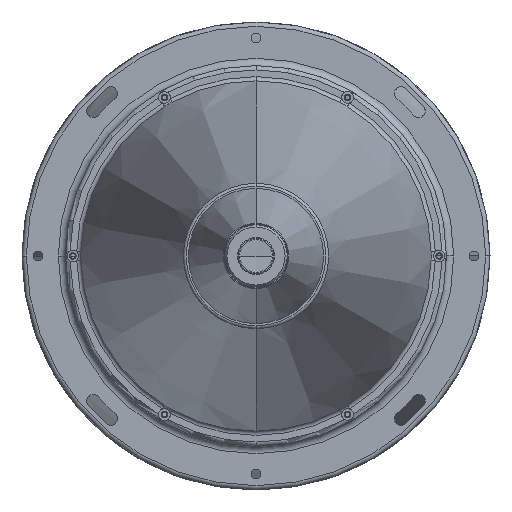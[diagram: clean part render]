
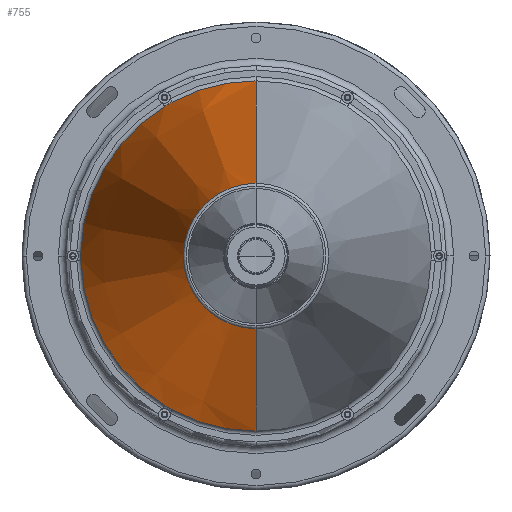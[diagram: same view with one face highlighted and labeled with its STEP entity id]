
A CAD part, left-side view. The second image highlights one B-rep face of the part: STEP entity #755.
In plain terms, the highlighted conical face has half-angle 12.513 degrees and reference radius 121 mm.
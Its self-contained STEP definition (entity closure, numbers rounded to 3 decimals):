
#59 = AXIS2_PLACEMENT_3D ( 'NONE', #1331, #8366, #2352 ) ;
#96 = DIRECTION ( 'NONE',  ( 0., 0., -1. ) ) ;
#106 = EDGE_CURVE ( 'NONE', #3807, #10493, #6862, .T. ) ;
#132 = CARTESIAN_POINT ( 'NONE',  ( 222.184, 0., -50. ) ) ;
#755 = ADVANCED_FACE ( 'NONE', ( #3418 ), #5980, .T. ) ;
#813 = CARTESIAN_POINT ( 'NONE',  ( 540.116, 60.68, 104.179 ) ) ;
#939 = ORIENTED_EDGE ( 'NONE', *, *, #5690, .T. ) ;
#956 = CARTESIAN_POINT ( 'NONE',  ( 539.977, 59.222, -104.979 ) ) ;
#1164 = CARTESIAN_POINT ( 'NONE',  ( 539.74, 0., 0. ) ) ;
#1331 = CARTESIAN_POINT ( 'NONE',  ( 539.74, 0., 0. ) ) ;
#1533 = EDGE_CURVE ( 'NONE', #2263, #2672, #12552, .T. ) ;
#1793 = CARTESIAN_POINT ( 'NONE',  ( 539.74, 57.673, 105.778 ) ) ;
#1839 = CARTESIAN_POINT ( 'NONE',  ( 539.977, 61.304, 103.777 ) ) ;
#1945 = EDGE_CURVE ( 'NONE', #2263, #9080, #5524, .T. ) ;
#1961 = B_SPLINE_CURVE_WITH_KNOTS ( 'NONE', 3,
 ( #12907, #3955, #10961, #4966, #11971, #5972, #12978, #6969, #956, #7970, #1993, #9001 ),
 .UNSPECIFIED., .F., .F.,
 ( 4, 2, 2, 2, 2, 4 ),
 ( 0., 0.001, 0.003, 0.004, 0.004, 0.006 ),
 .UNSPECIFIED. ) ;
#1993 = CARTESIAN_POINT ( 'NONE',  ( 539.74, 58.119, -105.534 ) ) ;
#2119 = CARTESIAN_POINT ( 'NONE',  ( 539.74, 57.673, -105.778 ) ) ;
#2189 = DIRECTION ( 'NONE',  ( 0., 0., -1. ) ) ;
#2238 = CIRCLE ( 'NONE', #5614, 120.478 ) ;
#2263 = VERTEX_POINT ( 'NONE', #132 ) ;
#2352 = DIRECTION ( 'NONE',  ( 0., 0., -1. ) ) ;
#2452 = CARTESIAN_POINT ( 'NONE',  ( 540.018, 120.537, 1.004 ) ) ;
#2672 = VERTEX_POINT ( 'NONE', #8132 ) ;
#2696 = ORIENTED_EDGE ( 'NONE', *, *, #3564, .T. ) ;
#2770 = CARTESIAN_POINT ( 'NONE',  ( 539.74, 62.77, 102.835 ) ) ;
#2853 = CARTESIAN_POINT ( 'NONE',  ( 539.74, 62.336, 103.1 ) ) ;
#2867 = VECTOR ( 'NONE', #5503, 1000. ) ;
#2943 = EDGE_CURVE ( 'NONE', #5790, #10023, #1961, .T. ) ;
#3106 = EDGE_CURVE ( 'NONE', #10023, #9080, #8189, .T. ) ;
#3418 = FACE_OUTER_BOUND ( 'NONE', #8323, .T. ) ;
#3438 = EDGE_CURVE ( 'NONE', #11438, #5790, #2238, .T. ) ;
#3467 = CARTESIAN_POINT ( 'NONE',  ( 540.141, 120.568, -0.212 ) ) ;
#3564 = EDGE_CURVE ( 'NONE', #7100, #11438, #3716, .T. ) ;
#3601 = ORIENTED_EDGE ( 'NONE', *, *, #1533, .T. ) ;
#3716 = B_SPLINE_CURVE_WITH_KNOTS ( 'NONE', 3,
 ( #8462, #7444, #7399, #2452, #9492, #3467, #10467, #4473, #11473, #5460, #12487, #6478 ),
 .UNSPECIFIED., .F., .F.,
 ( 4, 2, 2, 2, 2, 4 ),
 ( 0., 0.001, 0.003, 0.004, 0.004, 0.006 ),
 .UNSPECIFIED. ) ;
#3807 = VERTEX_POINT ( 'NONE', #10027 ) ;
#3955 = CARTESIAN_POINT ( 'NONE',  ( 539.74, 62.348, -103.092 ) ) ;
#4119 = VECTOR ( 'NONE', #12509, 1000. ) ;
#4460 = CARTESIAN_POINT ( 'NONE',  ( 539.74, 0., 0. ) ) ;
#4473 = CARTESIAN_POINT ( 'NONE',  ( 540.033, 120.54, -0.956 ) ) ;
#4503 = CARTESIAN_POINT ( 'NONE',  ( 542.09, 0., -121. ) ) ;
#4958 = ORIENTED_EDGE ( 'NONE', *, *, #3438, .T. ) ;
#4966 = CARTESIAN_POINT ( 'NONE',  ( 540.018, 61.138, -103.886 ) ) ;
#5146 = CARTESIAN_POINT ( 'NONE',  ( 539.74, 0., -120.478 ) ) ;
#5364 = CARTESIAN_POINT ( 'NONE',  ( 222.184, 0., 0. ) ) ;
#5447 = DIRECTION ( 'NONE',  ( 0., 0., -1. ) ) ;
#5460 = CARTESIAN_POINT ( 'NONE',  ( 539.823, 120.482, -1.94 ) ) ;
#5488 = CARTESIAN_POINT ( 'NONE',  ( 542.09, 0., 121. ) ) ;
#5503 = DIRECTION ( 'NONE',  ( 0.976, 0., -0.217 ) ) ;
#5524 = LINE ( 'NONE', #4503, #2867 ) ;
#5614 = AXIS2_PLACEMENT_3D ( 'NONE', #1164, #8190, #2189 ) ;
#5690 = EDGE_CURVE ( 'NONE', #6027, #7100, #8589, .T. ) ;
#5757 = CARTESIAN_POINT ( 'NONE',  ( 542.09, 0., 0. ) ) ;
#5786 = CARTESIAN_POINT ( 'NONE',  ( 539.74, 58.106, 105.541 ) ) ;
#5790 = VERTEX_POINT ( 'NONE', #9351 ) ;
#5795 = DIRECTION ( 'NONE',  ( 0., 0., -1. ) ) ;
#5827 = CARTESIAN_POINT ( 'NONE',  ( 540.018, 59.399, 104.89 ) ) ;
#5972 = CARTESIAN_POINT ( 'NONE',  ( 540.141, 60.101, -104.52 ) ) ;
#5980 = CONICAL_SURFACE ( 'NONE', #6501, 121., 0.218 ) ;
#6027 = VERTEX_POINT ( 'NONE', #2770 ) ;
#6133 = DIRECTION ( 'NONE',  ( -1., 0., 0. ) ) ;
#6375 = DIRECTION ( 'NONE',  ( 0., 0., -1. ) ) ;
#6478 = CARTESIAN_POINT ( 'NONE',  ( 539.74, 120.442, -2.943 ) ) ;
#6501 = AXIS2_PLACEMENT_3D ( 'NONE', #5757, #7751, #5795 ) ;
#6696 = B_SPLINE_CURVE_WITH_KNOTS ( 'NONE', 3,
 ( #1793, #5786, #11820, #5827, #12838, #6824, #813, #7819, #1839, #8867, #2853, #9886 ),
 .UNSPECIFIED., .F., .F.,
 ( 4, 2, 2, 2, 2, 4 ),
 ( 0., 0.001, 0.003, 0.004, 0.004, 0.006 ),
 .UNSPECIFIED. ) ;
#6824 = CARTESIAN_POINT ( 'NONE',  ( 540.141, 60.467, 104.309 ) ) ;
#6834 = AXIS2_PLACEMENT_3D ( 'NONE', #5364, #12379, #6375 ) ;
#6862 = CIRCLE ( 'NONE', #59, 120.478 ) ;
#6969 = CARTESIAN_POINT ( 'NONE',  ( 540.033, 59.442, -104.869 ) ) ;
#7100 = VERTEX_POINT ( 'NONE', #9328 ) ;
#7399 = CARTESIAN_POINT ( 'NONE',  ( 539.819, 120.481, 1.966 ) ) ;
#7444 = CARTESIAN_POINT ( 'NONE',  ( 539.74, 120.455, 2.449 ) ) ;
#7751 = DIRECTION ( 'NONE',  ( 1., 0., 0. ) ) ;
#7819 = CARTESIAN_POINT ( 'NONE',  ( 540.033, 61.098, 103.912 ) ) ;
#7970 = CARTESIAN_POINT ( 'NONE',  ( 539.823, 58.561, -105.311 ) ) ;
#8132 = CARTESIAN_POINT ( 'NONE',  ( 222.184, 0., 50. ) ) ;
#8189 = CIRCLE ( 'NONE', #11719, 120.478 ) ;
#8190 = DIRECTION ( 'NONE',  ( -1., 0., 0. ) ) ;
#8323 = EDGE_LOOP ( 'NONE', ( #3601, #11443, #8440, #12719, #939, #2696, #4958, #10061, #11171, #8961 ) ) ;
#8366 = DIRECTION ( 'NONE',  ( -1., 0., 0. ) ) ;
#8432 = CARTESIAN_POINT ( 'NONE',  ( 539.74, 57.673, 105.778 ) ) ;
#8440 = ORIENTED_EDGE ( 'NONE', *, *, #106, .T. ) ;
#8462 = CARTESIAN_POINT ( 'NONE',  ( 539.74, 120.442, 2.943 ) ) ;
#8589 = CIRCLE ( 'NONE', #8609, 120.478 ) ;
#8609 = AXIS2_PLACEMENT_3D ( 'NONE', #12137, #6133, #96 ) ;
#8867 = CARTESIAN_POINT ( 'NONE',  ( 539.823, 61.921, 103.371 ) ) ;
#8879 = EDGE_CURVE ( 'NONE', #10493, #6027, #6696, .T. ) ;
#8961 = ORIENTED_EDGE ( 'NONE', *, *, #1945, .F. ) ;
#9001 = CARTESIAN_POINT ( 'NONE',  ( 539.74, 57.673, -105.778 ) ) ;
#9080 = VERTEX_POINT ( 'NONE', #5146 ) ;
#9328 = CARTESIAN_POINT ( 'NONE',  ( 539.74, 120.442, 2.943 ) ) ;
#9351 = CARTESIAN_POINT ( 'NONE',  ( 539.74, 62.77, -102.835 ) ) ;
#9492 = CARTESIAN_POINT ( 'NONE',  ( 540.134, 120.566, 0.525 ) ) ;
#9886 = CARTESIAN_POINT ( 'NONE',  ( 539.74, 62.77, 102.835 ) ) ;
#10023 = VERTEX_POINT ( 'NONE', #2119 ) ;
#10027 = CARTESIAN_POINT ( 'NONE',  ( 539.74, 0., 120.478 ) ) ;
#10061 = ORIENTED_EDGE ( 'NONE', *, *, #2943, .T. ) ;
#10467 = CARTESIAN_POINT ( 'NONE',  ( 540.116, 120.561, -0.461 ) ) ;
#10493 = VERTEX_POINT ( 'NONE', #8432 ) ;
#10961 = CARTESIAN_POINT ( 'NONE',  ( 539.819, 61.943, -103.357 ) ) ;
#11171 = ORIENTED_EDGE ( 'NONE', *, *, #3106, .T. ) ;
#11371 = EDGE_CURVE ( 'NONE', #2672, #3807, #11804, .T. ) ;
#11438 = VERTEX_POINT ( 'NONE', #12351 ) ;
#11443 = ORIENTED_EDGE ( 'NONE', *, *, #11371, .T. ) ;
#11461 = DIRECTION ( 'NONE',  ( -1., 0., 0. ) ) ;
#11473 = CARTESIAN_POINT ( 'NONE',  ( 539.977, 120.525, -1.202 ) ) ;
#11719 = AXIS2_PLACEMENT_3D ( 'NONE', #4460, #11461, #5447 ) ;
#11804 = LINE ( 'NONE', #5488, #4119 ) ;
#11820 = CARTESIAN_POINT ( 'NONE',  ( 539.819, 58.538, 105.322 ) ) ;
#11971 = CARTESIAN_POINT ( 'NONE',  ( 540.134, 60.737, -104.151 ) ) ;
#12137 = CARTESIAN_POINT ( 'NONE',  ( 539.74, 0., 0. ) ) ;
#12351 = CARTESIAN_POINT ( 'NONE',  ( 539.74, 120.442, -2.943 ) ) ;
#12379 = DIRECTION ( 'NONE',  ( 1., 0., 0. ) ) ;
#12487 = CARTESIAN_POINT ( 'NONE',  ( 539.74, 120.455, -2.435 ) ) ;
#12509 = DIRECTION ( 'NONE',  ( 0.976, 0., 0.217 ) ) ;
#12552 = CIRCLE ( 'NONE', #6834, 50. ) ;
#12719 = ORIENTED_EDGE ( 'NONE', *, *, #8879, .T. ) ;
#12838 = CARTESIAN_POINT ( 'NONE',  ( 540.134, 59.829, 104.675 ) ) ;
#12907 = CARTESIAN_POINT ( 'NONE',  ( 539.74, 62.77, -102.835 ) ) ;
#12978 = CARTESIAN_POINT ( 'NONE',  ( 540.116, 59.881, -104.64 ) ) ;
